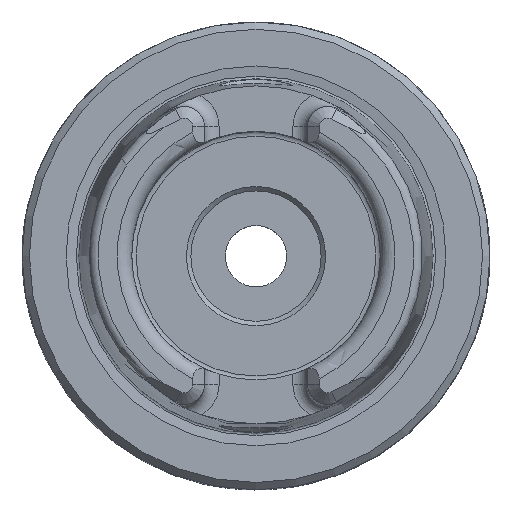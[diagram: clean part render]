
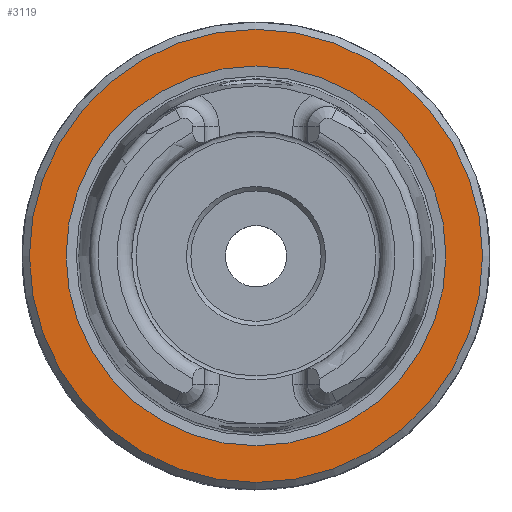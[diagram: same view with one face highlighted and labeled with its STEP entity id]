
A CAD part, top view. The second image highlights one B-rep face of the part: STEP entity #3119.
In plain terms, the highlighted planar face has unit normal (0, 0, 1).
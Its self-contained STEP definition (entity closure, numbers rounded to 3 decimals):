
#281=CIRCLE('',#3357,12.99);
#282=CIRCLE('',#3359,15.5);
#819=ORIENTED_EDGE('',*,*,#1182,.T.);
#820=ORIENTED_EDGE('',*,*,#1181,.F.);
#1181=EDGE_CURVE('',#1396,#1396,#281,.T.);
#1182=EDGE_CURVE('',#1397,#1397,#282,.T.);
#1396=VERTEX_POINT('',#5031);
#1397=VERTEX_POINT('',#5034);
#1757=EDGE_LOOP('',(#819));
#1758=EDGE_LOOP('',(#820));
#1946=FACE_BOUND('',#1757,.T.);
#1947=FACE_BOUND('',#1758,.T.);
#2041=PLANE('',#3358);
#3119=ADVANCED_FACE('',(#1946,#1947),#2041,.T.);
#3357=AXIS2_PLACEMENT_3D('',#5030,#3923,#3924);
#3358=AXIS2_PLACEMENT_3D('',#5032,#3925,#3926);
#3359=AXIS2_PLACEMENT_3D('',#5033,#3927,#3928);
#3923=DIRECTION('',(0.,0.,1.));
#3924=DIRECTION('',(1.,0.,0.));
#3925=DIRECTION('',(0.,0.,1.));
#3926=DIRECTION('',(1.,0.,0.));
#3927=DIRECTION('',(0.,0.,1.));
#3928=DIRECTION('',(1.,0.,0.));
#5030=CARTESIAN_POINT('',(0.,0.,0.));
#5031=CARTESIAN_POINT('',(12.99,0.,0.));
#5032=CARTESIAN_POINT('',(12.99,0.,0.));
#5033=CARTESIAN_POINT('',(0.,0.,0.));
#5034=CARTESIAN_POINT('',(15.5,0.,0.));
